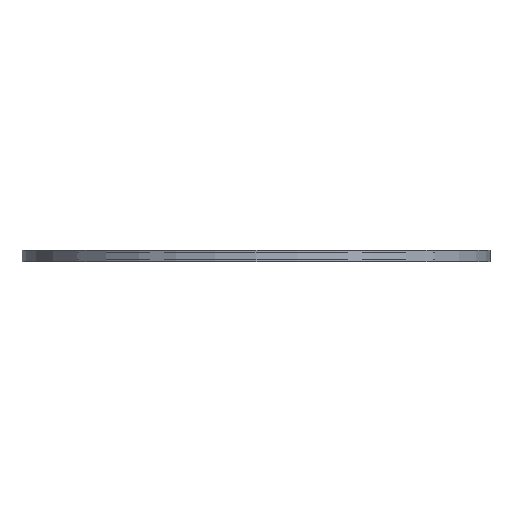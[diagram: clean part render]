
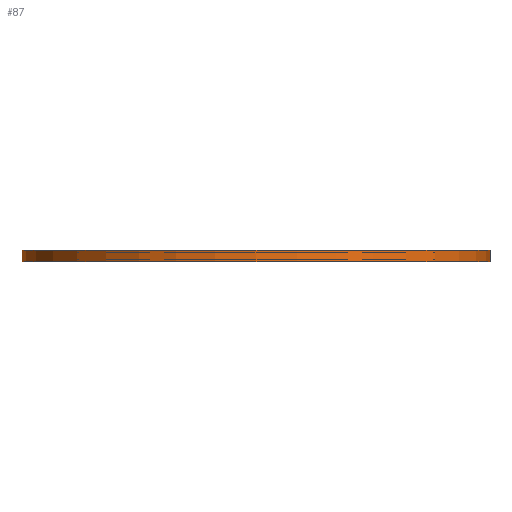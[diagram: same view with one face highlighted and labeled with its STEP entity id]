
A CAD part, front view. The second image highlights one B-rep face of the part: STEP entity #87.
In plain terms, the highlighted cylindrical face has radius 146 mm (diameter 292 mm), a partial arc.
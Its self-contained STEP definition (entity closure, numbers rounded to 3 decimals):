
#6 = AXIS2_PLACEMENT_3D ( 'NONE', #823, #407, #8 ) ;
#8 = DIRECTION ( 'NONE',  ( 1., 0., 0. ) ) ;
#13 = VERTEX_POINT ( 'NONE', #47 ) ;
#47 = CARTESIAN_POINT ( 'NONE',  ( 146., 0., 0. ) ) ;
#57 = EDGE_CURVE ( 'NONE', #386, #611, #112, .T. ) ;
#68 = CYLINDRICAL_SURFACE ( 'NONE', #816, 146. ) ;
#87 = ADVANCED_FACE ( 'NONE', ( #90 ), #68, .T. ) ;
#90 = FACE_OUTER_BOUND ( 'NONE', #178, .T. ) ;
#112 = LINE ( 'NONE', #795, #642 ) ;
#174 = ORIENTED_EDGE ( 'NONE', *, *, #460, .T. ) ;
#178 = EDGE_LOOP ( 'NONE', ( #268, #174, #240, #874 ) ) ;
#180 = CARTESIAN_POINT ( 'NONE',  ( 0., 0., 0. ) ) ;
#240 = ORIENTED_EDGE ( 'NONE', *, *, #272, .T. ) ;
#242 = AXIS2_PLACEMENT_3D ( 'NONE', #719, #291, #784 ) ;
#267 = CARTESIAN_POINT ( 'NONE',  ( 146., 0., 0. ) ) ;
#268 = ORIENTED_EDGE ( 'NONE', *, *, #57, .F. ) ;
#272 = EDGE_CURVE ( 'NONE', #522, #13, #508, .T. ) ;
#285 = CIRCLE ( 'NONE', #6, 146. ) ;
#291 = DIRECTION ( 'NONE',  ( 0., 0., 1. ) ) ;
#298 = CARTESIAN_POINT ( 'NONE',  ( 146., 0., -7. ) ) ;
#386 = VERTEX_POINT ( 'NONE', #833 ) ;
#397 = CIRCLE ( 'NONE', #242, 146. ) ;
#407 = DIRECTION ( 'NONE',  ( 0., 0., 1. ) ) ;
#460 = EDGE_CURVE ( 'NONE', #386, #522, #397, .T. ) ;
#508 = LINE ( 'NONE', #267, #697 ) ;
#522 = VERTEX_POINT ( 'NONE', #298 ) ;
#543 = CARTESIAN_POINT ( 'NONE',  ( -146., 0., 0. ) ) ;
#593 = DIRECTION ( 'NONE',  ( 1., 0., 0. ) ) ;
#611 = VERTEX_POINT ( 'NONE', #543 ) ;
#617 = EDGE_CURVE ( 'NONE', #611, #13, #285, .T. ) ;
#642 = VECTOR ( 'NONE', #868, 1000. ) ;
#666 = DIRECTION ( 'NONE',  ( 0., 0., 1. ) ) ;
#692 = DIRECTION ( 'NONE',  ( 0., 0., 1. ) ) ;
#697 = VECTOR ( 'NONE', #692, 1000. ) ;
#719 = CARTESIAN_POINT ( 'NONE',  ( 0., 0., -7. ) ) ;
#784 = DIRECTION ( 'NONE',  ( 1., 0., 0. ) ) ;
#795 = CARTESIAN_POINT ( 'NONE',  ( -146., 0., 0. ) ) ;
#816 = AXIS2_PLACEMENT_3D ( 'NONE', #180, #666, #593 ) ;
#823 = CARTESIAN_POINT ( 'NONE',  ( 0., 0., 0. ) ) ;
#833 = CARTESIAN_POINT ( 'NONE',  ( -146., 0., -7. ) ) ;
#868 = DIRECTION ( 'NONE',  ( 0., 0., 1. ) ) ;
#874 = ORIENTED_EDGE ( 'NONE', *, *, #617, .F. ) ;
